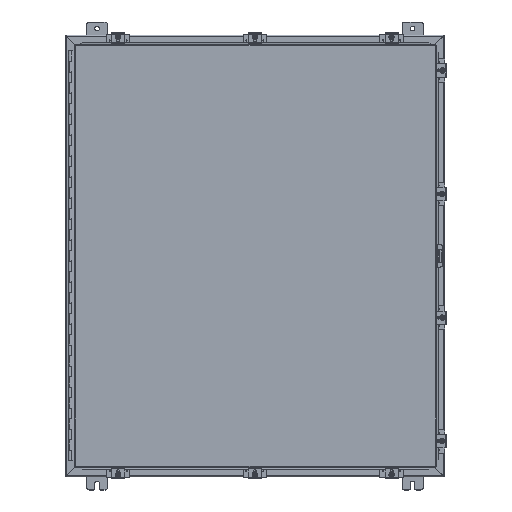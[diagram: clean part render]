
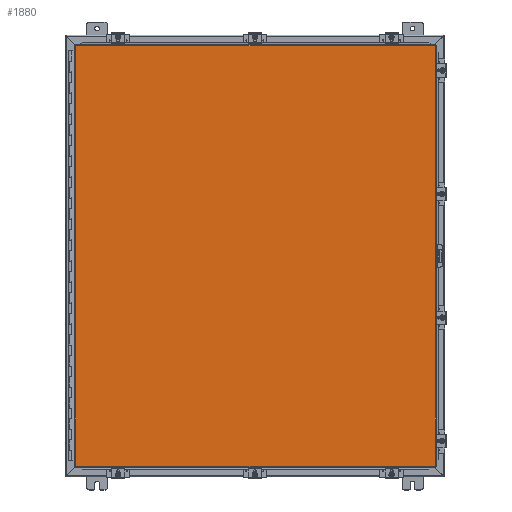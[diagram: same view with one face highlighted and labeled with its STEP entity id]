
A CAD part, top view. The second image highlights one B-rep face of the part: STEP entity #1880.
In plain terms, the highlighted face is planar.
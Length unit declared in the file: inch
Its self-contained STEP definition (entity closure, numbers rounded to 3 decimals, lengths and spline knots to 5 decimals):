
#1787 = VERTEX_POINT ( 'NONE', #49429 ) ;
#1880 = ADVANCED_FACE ( 'NONE', ( #37531 ), #44377, .F. ) ;
#4295 = CARTESIAN_POINT ( 'NONE',  ( 8.54112, -19.9885, 0. ) ) ;
#4477 = CARTESIAN_POINT ( 'NONE',  ( -8.59375, 19.9885, 0. ) ) ;
#5430 = VECTOR ( 'NONE', #12361, 39.37008 ) ;
#6175 = VECTOR ( 'NONE', #47253, 39.37008 ) ;
#12361 = DIRECTION ( 'NONE',  ( -1., 0., 0. ) ) ;
#16549 = LINE ( 'NONE', #47272, #6175 ) ;
#21503 = EDGE_CURVE ( 'NONE', #27112, #1787, #16549, .T. ) ;
#23855 = CARTESIAN_POINT ( 'NONE',  ( -17.08225, 19.9885, 0. ) ) ;
#23981 = ORIENTED_EDGE ( 'NONE', *, *, #21503, .T. ) ;
#24821 = EDGE_CURVE ( 'NONE', #1787, #46506, #36740, .T. ) ;
#25603 = CARTESIAN_POINT ( 'NONE',  ( -17.08225, -19.9885, 0. ) ) ;
#26667 = ORIENTED_EDGE ( 'NONE', *, *, #39990, .T. ) ;
#26772 = EDGE_LOOP ( 'NONE', ( #49335, #26667, #23981, #34869 ) ) ;
#27112 = VERTEX_POINT ( 'NONE', #44080 ) ;
#27495 = CARTESIAN_POINT ( 'NONE',  ( -17.08225, -9.99425, 0. ) ) ;
#27865 = DIRECTION ( 'NONE',  ( 1., 0., 0. ) ) ;
#29604 = VECTOR ( 'NONE', #31442, 39.37008 ) ;
#30078 = VECTOR ( 'NONE', #27865, 39.37008 ) ;
#31442 = DIRECTION ( 'NONE',  ( 0., 1., 0. ) ) ;
#34869 = ORIENTED_EDGE ( 'NONE', *, *, #24821, .T. ) ;
#35076 = LINE ( 'NONE', #4477, #30078 ) ;
#36735 = VERTEX_POINT ( 'NONE', #23855 ) ;
#36740 = LINE ( 'NONE', #4295, #5430 ) ;
#37531 = FACE_OUTER_BOUND ( 'NONE', #26772, .T. ) ;
#39990 = EDGE_CURVE ( 'NONE', #36735, #27112, #35076, .T. ) ;
#40145 = LINE ( 'NONE', #27495, #29604 ) ;
#40438 = AXIS2_PLACEMENT_3D ( 'NONE', #42112, #41764, #41590 ) ;
#41590 = DIRECTION ( 'NONE',  ( 1., 0., 0. ) ) ;
#41764 = DIRECTION ( 'NONE',  ( 0., 0., 1. ) ) ;
#41806 = EDGE_CURVE ( 'NONE', #46506, #36735, #40145, .T. ) ;
#42112 = CARTESIAN_POINT ( 'NONE',  ( 0., 0., 0. ) ) ;
#44080 = CARTESIAN_POINT ( 'NONE',  ( 17.08225, 19.9885, 0. ) ) ;
#44377 = PLANE ( 'NONE',  #40438 ) ;
#46506 = VERTEX_POINT ( 'NONE', #25603 ) ;
#47253 = DIRECTION ( 'NONE',  ( 0., -1., 0. ) ) ;
#47272 = CARTESIAN_POINT ( 'NONE',  ( 17.08225, 9.99425, 0. ) ) ;
#49335 = ORIENTED_EDGE ( 'NONE', *, *, #41806, .T. ) ;
#49429 = CARTESIAN_POINT ( 'NONE',  ( 17.08225, -19.9885, 0. ) ) ;
